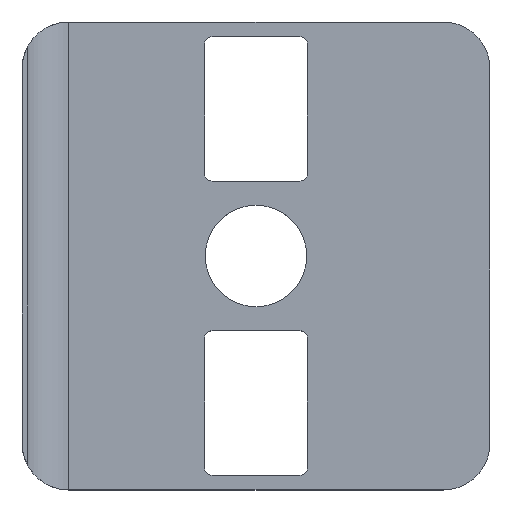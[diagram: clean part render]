
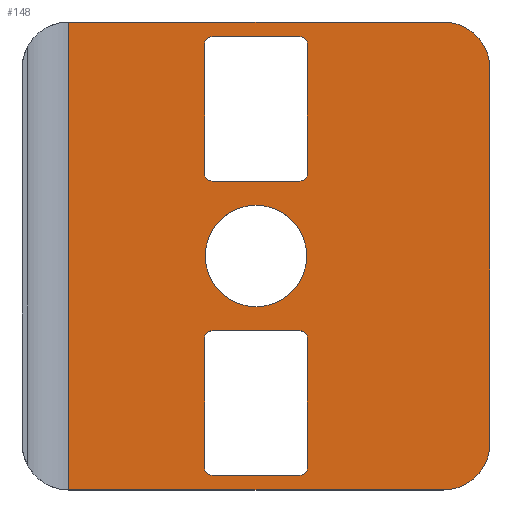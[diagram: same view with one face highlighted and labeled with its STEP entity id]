
A CAD part, top view. The second image highlights one B-rep face of the part: STEP entity #148.
In plain terms, the highlighted planar face has unit normal (0, 0, 1).
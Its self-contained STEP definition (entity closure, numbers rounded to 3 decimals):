
#148=ADVANCED_FACE('',(#188,#189,#190,#191),#192,.T.);
#188=FACE_BOUND('',#253,.T.);
#189=FACE_BOUND('',#254,.T.);
#190=FACE_BOUND('',#255,.T.);
#191=FACE_OUTER_BOUND('',#256,.T.);
#192=PLANE('',#257);
#253=EDGE_LOOP('',(#371,#372,#373,#374,#375,#376,#377,#378));
#254=EDGE_LOOP('',(#379,#380,#381,#382,#383,#384,#385,#386));
#255=EDGE_LOOP('',(#387));
#256=EDGE_LOOP('',(#388,#389,#390,#391,#392,#393));
#257=AXIS2_PLACEMENT_3D('',#394,#395,#396);
#371=ORIENTED_EDGE('',*,*,#585,.F.);
#372=ORIENTED_EDGE('',*,*,#586,.F.);
#373=ORIENTED_EDGE('',*,*,#587,.F.);
#374=ORIENTED_EDGE('',*,*,#588,.F.);
#375=ORIENTED_EDGE('',*,*,#589,.F.);
#376=ORIENTED_EDGE('',*,*,#590,.F.);
#377=ORIENTED_EDGE('',*,*,#591,.F.);
#378=ORIENTED_EDGE('',*,*,#592,.F.);
#379=ORIENTED_EDGE('',*,*,#593,.F.);
#380=ORIENTED_EDGE('',*,*,#594,.F.);
#381=ORIENTED_EDGE('',*,*,#595,.F.);
#382=ORIENTED_EDGE('',*,*,#596,.F.);
#383=ORIENTED_EDGE('',*,*,#597,.F.);
#384=ORIENTED_EDGE('',*,*,#548,.F.);
#385=ORIENTED_EDGE('',*,*,#545,.F.);
#386=ORIENTED_EDGE('',*,*,#552,.F.);
#387=ORIENTED_EDGE('',*,*,#598,.F.);
#388=ORIENTED_EDGE('',*,*,#555,.T.);
#389=ORIENTED_EDGE('',*,*,#599,.T.);
#390=ORIENTED_EDGE('',*,*,#563,.T.);
#391=ORIENTED_EDGE('',*,*,#600,.T.);
#392=ORIENTED_EDGE('',*,*,#559,.T.);
#393=ORIENTED_EDGE('',*,*,#601,.F.);
#394=CARTESIAN_POINT('',(0.0,0.0,0.0));
#395=DIRECTION('',(0.0,0.0,1.0));
#396=DIRECTION('',(1.0,0.0,0.0));
#545=EDGE_CURVE('',#622,#625,#626,.T.);
#548=EDGE_CURVE('',#625,#630,#631,.T.);
#552=EDGE_CURVE('',#635,#622,#638,.T.);
#555=EDGE_CURVE('',#643,#640,#644,.T.);
#559=EDGE_CURVE('',#651,#648,#652,.T.);
#563=EDGE_CURVE('',#659,#656,#660,.T.);
#585=EDGE_CURVE('',#698,#699,#700,.T.);
#586=EDGE_CURVE('',#701,#698,#702,.T.);
#587=EDGE_CURVE('',#703,#701,#704,.T.);
#588=EDGE_CURVE('',#705,#703,#706,.T.);
#589=EDGE_CURVE('',#707,#705,#708,.T.);
#590=EDGE_CURVE('',#709,#707,#710,.T.);
#591=EDGE_CURVE('',#711,#709,#712,.T.);
#592=EDGE_CURVE('',#699,#711,#713,.T.);
#593=EDGE_CURVE('',#714,#635,#715,.T.);
#594=EDGE_CURVE('',#716,#714,#717,.T.);
#595=EDGE_CURVE('',#718,#716,#719,.T.);
#596=EDGE_CURVE('',#720,#718,#721,.T.);
#597=EDGE_CURVE('',#630,#720,#722,.T.);
#598=EDGE_CURVE('',#723,#723,#724,.T.);
#599=EDGE_CURVE('',#640,#659,#725,.T.);
#600=EDGE_CURVE('',#656,#651,#726,.T.);
#601=EDGE_CURVE('',#643,#648,#727,.T.);
#622=VERTEX_POINT('',#752);
#625=VERTEX_POINT('',#756);
#626=LINE('',#757,#758);
#630=VERTEX_POINT('',#764);
#631=CIRCLE('',#765,0.5);
#635=VERTEX_POINT('',#770);
#638=CIRCLE('',#774,0.5);
#640=VERTEX_POINT('',#776);
#643=VERTEX_POINT('',#780);
#644=LINE('',#781,#782);
#648=VERTEX_POINT('',#788);
#651=VERTEX_POINT('',#792);
#652=LINE('',#793,#794);
#656=VERTEX_POINT('',#800);
#659=VERTEX_POINT('',#804);
#660=LINE('',#805,#806);
#698=VERTEX_POINT('',#854);
#699=VERTEX_POINT('',#855);
#700=LINE('',#856,#857);
#701=VERTEX_POINT('',#858);
#702=CIRCLE('',#859,0.5);
#703=VERTEX_POINT('',#860);
#704=LINE('',#861,#862);
#705=VERTEX_POINT('',#863);
#706=CIRCLE('',#864,0.5);
#707=VERTEX_POINT('',#865);
#708=LINE('',#866,#867);
#709=VERTEX_POINT('',#868);
#710=CIRCLE('',#869,0.5);
#711=VERTEX_POINT('',#870);
#712=LINE('',#871,#872);
#713=CIRCLE('',#873,0.5);
#714=VERTEX_POINT('',#874);
#715=LINE('',#875,#876);
#716=VERTEX_POINT('',#877);
#717=CIRCLE('',#878,0.5);
#718=VERTEX_POINT('',#879);
#719=LINE('',#880,#881);
#720=VERTEX_POINT('',#882);
#721=CIRCLE('',#883,0.5);
#722=LINE('',#884,#885);
#723=VERTEX_POINT('',#886);
#724=CIRCLE('',#887,3.25);
#725=CIRCLE('',#888,3.0);
#726=CIRCLE('',#889,3.0);
#727=LINE('',#890,#891);
#752=CARTESIAN_POINT('',(3.3,5.3,0.0));
#756=CARTESIAN_POINT('',(3.3,13.55,0.0));
#757=CARTESIAN_POINT('',(3.3,9.425,0.0));
#758=VECTOR('',#933,1.0);
#764=CARTESIAN_POINT('',(2.8,14.05,0.0));
#765=AXIS2_PLACEMENT_3D('',#936,#937,#938);
#770=CARTESIAN_POINT('',(2.8,4.8,0.0));
#774=AXIS2_PLACEMENT_3D('',#944,#945,#946);
#776=CARTESIAN_POINT('',(12.0,-15.0,0.0));
#780=CARTESIAN_POINT('',(-12.0,-15.0,0.0));
#781=CARTESIAN_POINT('',(0.0,-15.0,0.0));
#782=VECTOR('',#951,1.0);
#788=CARTESIAN_POINT('',(-12.0,15.0,0.0));
#792=CARTESIAN_POINT('',(12.0,15.0,0.0));
#793=CARTESIAN_POINT('',(0.0,15.0,0.0));
#794=VECTOR('',#955,1.0);
#800=CARTESIAN_POINT('',(15.0,12.0,0.0));
#804=CARTESIAN_POINT('',(15.0,-12.0,0.0));
#805=CARTESIAN_POINT('',(15.0,0.0,0.0));
#806=VECTOR('',#959,1.0);
#854=CARTESIAN_POINT('',(-2.8,-14.05,0.0));
#855=CARTESIAN_POINT('',(2.8,-14.05,0.0));
#856=CARTESIAN_POINT('',(0.,-14.05,0.0));
#857=VECTOR('',#1003,1.0);
#858=CARTESIAN_POINT('',(-3.3,-13.55,0.0));
#859=AXIS2_PLACEMENT_3D('',#1004,#1005,#1006);
#860=CARTESIAN_POINT('',(-3.3,-5.3,0.0));
#861=CARTESIAN_POINT('',(-3.3,-9.425,0.0));
#862=VECTOR('',#1007,1.0);
#863=CARTESIAN_POINT('',(-2.8,-4.8,0.0));
#864=AXIS2_PLACEMENT_3D('',#1008,#1009,#1010);
#865=CARTESIAN_POINT('',(2.8,-4.8,0.0));
#866=CARTESIAN_POINT('',(0.,-4.8,0.0));
#867=VECTOR('',#1011,1.0);
#868=CARTESIAN_POINT('',(3.3,-5.3,0.0));
#869=AXIS2_PLACEMENT_3D('',#1012,#1013,#1014);
#870=CARTESIAN_POINT('',(3.3,-13.55,0.0));
#871=CARTESIAN_POINT('',(3.3,-9.425,0.0));
#872=VECTOR('',#1015,1.0);
#873=AXIS2_PLACEMENT_3D('',#1016,#1017,#1018);
#874=CARTESIAN_POINT('',(-2.8,4.8,0.0));
#875=CARTESIAN_POINT('',(0.,4.8,0.0));
#876=VECTOR('',#1019,1.0);
#877=CARTESIAN_POINT('',(-3.3,5.3,0.0));
#878=AXIS2_PLACEMENT_3D('',#1020,#1021,#1022);
#879=CARTESIAN_POINT('',(-3.3,13.55,0.0));
#880=CARTESIAN_POINT('',(-3.3,9.425,0.0));
#881=VECTOR('',#1023,1.0);
#882=CARTESIAN_POINT('',(-2.8,14.05,0.0));
#883=AXIS2_PLACEMENT_3D('',#1024,#1025,#1026);
#884=CARTESIAN_POINT('',(0.,14.05,0.0));
#885=VECTOR('',#1027,1.0);
#886=CARTESIAN_POINT('',(3.25,0.0,0.0));
#887=AXIS2_PLACEMENT_3D('',#1028,#1029,#1030);
#888=AXIS2_PLACEMENT_3D('',#1031,#1032,#1033);
#889=AXIS2_PLACEMENT_3D('',#1034,#1035,#1036);
#890=CARTESIAN_POINT('',(-12.0,0.,0.0));
#891=VECTOR('',#1037,1.0);
#933=DIRECTION('',(0.,1.0,0.0));
#936=CARTESIAN_POINT('',(2.8,13.55,0.0));
#937=DIRECTION('',(0.0,0.0,1.0));
#938=DIRECTION('',(1.0,0.0,0.0));
#944=CARTESIAN_POINT('',(2.8,5.3,0.0));
#945=DIRECTION('',(0.0,0.0,1.0));
#946=DIRECTION('',(1.0,0.0,0.0));
#951=DIRECTION('',(1.0,0.0,0.0));
#955=DIRECTION('',(-1.0,0.,0.0));
#959=DIRECTION('',(0.,1.0,0.0));
#1003=DIRECTION('',(1.0,0.,0.0));
#1004=CARTESIAN_POINT('',(-2.8,-13.55,0.0));
#1005=DIRECTION('',(0.0,0.0,1.0));
#1006=DIRECTION('',(1.0,0.0,0.0));
#1007=DIRECTION('',(0.,-1.0,0.0));
#1008=CARTESIAN_POINT('',(-2.8,-5.3,0.0));
#1009=DIRECTION('',(0.0,0.0,1.0));
#1010=DIRECTION('',(1.0,0.0,0.0));
#1011=DIRECTION('',(-1.0,0.0,0.0));
#1012=CARTESIAN_POINT('',(2.8,-5.3,0.0));
#1013=DIRECTION('',(0.0,0.0,1.0));
#1014=DIRECTION('',(1.0,0.0,0.0));
#1015=DIRECTION('',(0.,1.0,0.0));
#1016=CARTESIAN_POINT('',(2.8,-13.55,0.0));
#1017=DIRECTION('',(0.0,0.0,1.0));
#1018=DIRECTION('',(1.0,0.0,0.0));
#1019=DIRECTION('',(1.0,0.0,0.0));
#1020=CARTESIAN_POINT('',(-2.8,5.3,0.0));
#1021=DIRECTION('',(0.0,0.0,1.0));
#1022=DIRECTION('',(1.0,0.0,0.0));
#1023=DIRECTION('',(0.,-1.0,0.0));
#1024=CARTESIAN_POINT('',(-2.8,13.55,0.0));
#1025=DIRECTION('',(0.0,0.0,1.0));
#1026=DIRECTION('',(1.0,0.0,0.0));
#1027=DIRECTION('',(-1.0,0.,0.0));
#1028=CARTESIAN_POINT('',(0.0,0.0,0.0));
#1029=DIRECTION('',(0.0,0.0,1.0));
#1030=DIRECTION('',(1.0,0.0,0.0));
#1031=CARTESIAN_POINT('',(12.0,-12.0,0.0));
#1032=DIRECTION('',(0.0,0.0,1.0));
#1033=DIRECTION('',(1.0,0.0,0.0));
#1034=CARTESIAN_POINT('',(12.0,12.0,0.0));
#1035=DIRECTION('',(0.0,0.0,1.0));
#1036=DIRECTION('',(1.0,0.0,0.0));
#1037=DIRECTION('',(0.,1.0,0.0));
